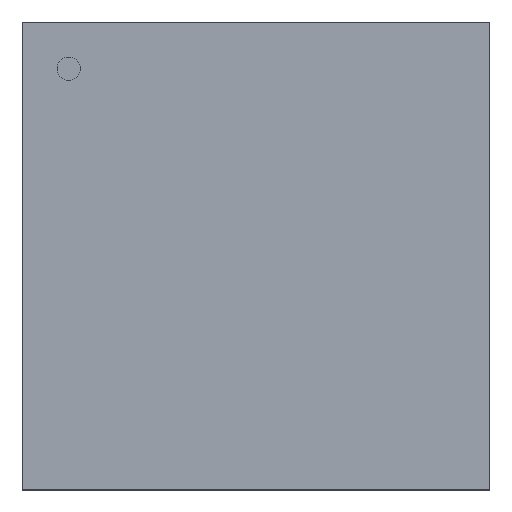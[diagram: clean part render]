
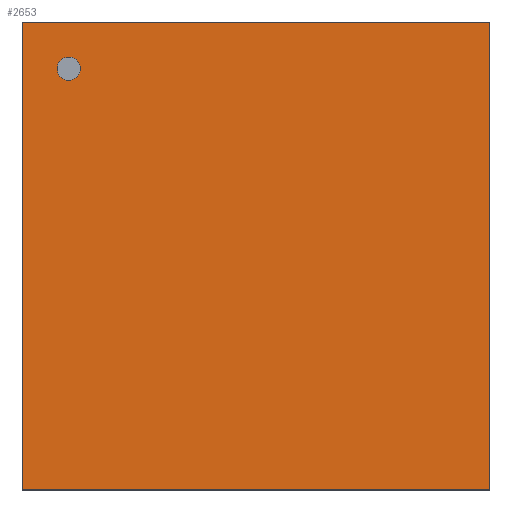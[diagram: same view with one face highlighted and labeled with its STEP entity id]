
A CAD part, top view. The second image highlights one B-rep face of the part: STEP entity #2653.
In plain terms, the highlighted planar face has unit normal (0, 0, 1).
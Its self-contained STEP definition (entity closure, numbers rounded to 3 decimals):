
#2429=CARTESIAN_POINT('',(4.0,-4.0,1.35));
#2428=VERTEX_POINT('',#2429);
#2439=CARTESIAN_POINT('',(-4.0,-4.0,1.35));
#2438=VERTEX_POINT('',#2439);
#2437=EDGE_CURVE('',#2438,#2428,#2442,.T.);
#2442=LINE('',#2439,#2444);
#2444=VECTOR('',#2445,8.);
#2445=DIRECTION('',(1.0,0.0,0.0));
#2478=CARTESIAN_POINT('',(4.0,4.0,1.35));
#2477=VERTEX_POINT('',#2478);
#2486=EDGE_CURVE('',#2428,#2477,#2491,.T.);
#2491=LINE('',#2429,#2493);
#2493=VECTOR('',#2494,8.);
#2494=DIRECTION('',(0.0,1.0,0.0));
#2527=CARTESIAN_POINT('',(-4.0,4.0,1.35));
#2526=VERTEX_POINT('',#2527);
#2535=EDGE_CURVE('',#2477,#2526,#2540,.T.);
#2540=LINE('',#2478,#2542);
#2542=VECTOR('',#2543,8.);
#2543=DIRECTION('',(-1.0,0.0,0.0));
#2584=EDGE_CURVE('',#2526,#2438,#2589,.T.);
#2589=LINE('',#2527,#2591);
#2591=VECTOR('',#2592,8.);
#2592=DIRECTION('',(0.0,-1.0,0.0));
#2653=ADVANCED_FACE('',(#2659),#2654,.T.);
#2654=PLANE('',#2655);
#2655=AXIS2_PLACEMENT_3D('',#2656,#2657,#2658);
#2656=CARTESIAN_POINT('',(-4.0,-4.0,1.35));
#2657=DIRECTION('',(0.0,0.0,1.0));
#2658=DIRECTION('',(0.,1.,0.));
#2659=FACE_OUTER_BOUND('',#2660,.T.);
#2660=EDGE_LOOP('',(#2661,#2671,#2681,#2691));
#2661=ORIENTED_EDGE('',*,*,#2437,.T.);
#2671=ORIENTED_EDGE('',*,*,#2486,.T.);
#2681=ORIENTED_EDGE('',*,*,#2535,.T.);
#2691=ORIENTED_EDGE('',*,*,#2584,.T.);
